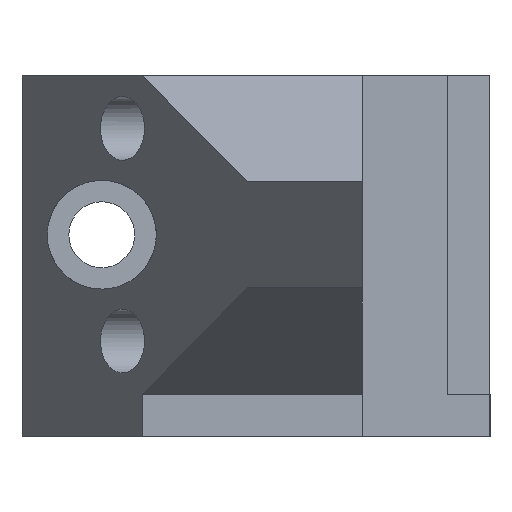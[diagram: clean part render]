
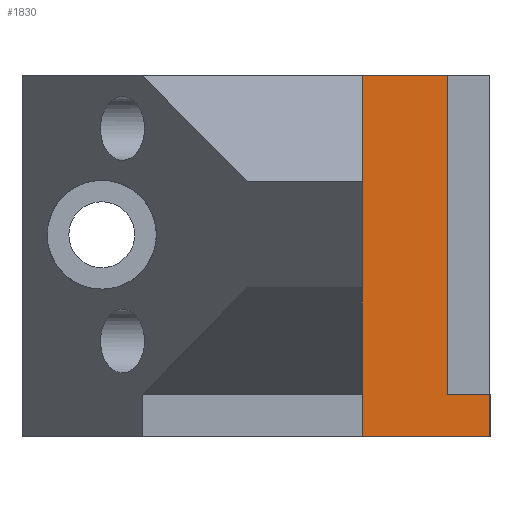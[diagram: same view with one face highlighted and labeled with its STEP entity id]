
A CAD part, left-side view. The second image highlights one B-rep face of the part: STEP entity #1830.
In plain terms, the highlighted planar face has unit normal (-1, 0, 0).
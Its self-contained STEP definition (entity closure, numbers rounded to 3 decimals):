
#12 = VERTEX_POINT ( 'NONE', #793 ) ;
#70 = FACE_OUTER_BOUND ( 'NONE', #794, .T. ) ;
#91 = DIRECTION ( 'NONE',  ( 0., 1., 0. ) ) ;
#98 = CARTESIAN_POINT ( 'NONE',  ( -66.4, -22., 0. ) ) ;
#164 = ORIENTED_EDGE ( 'NONE', *, *, #1937, .T. ) ;
#191 = VERTEX_POINT ( 'NONE', #1279 ) ;
#243 = VERTEX_POINT ( 'NONE', #509 ) ;
#263 = VECTOR ( 'NONE', #1120, 1000. ) ;
#270 = AXIS2_PLACEMENT_3D ( 'NONE', #662, #1673, #91 ) ;
#302 = DIRECTION ( 'NONE',  ( 0., 0., -1. ) ) ;
#345 = CARTESIAN_POINT ( 'NONE',  ( -66.4, -10., 24. ) ) ;
#414 = LINE ( 'NONE', #1635, #1770 ) ;
#440 = ORIENTED_EDGE ( 'NONE', *, *, #1549, .T. ) ;
#454 = DIRECTION ( 'NONE',  ( 0., 0., -1. ) ) ;
#509 = CARTESIAN_POINT ( 'NONE',  ( -66.4, -10., 0. ) ) ;
#538 = EDGE_CURVE ( 'NONE', #626, #12, #1080, .T. ) ;
#626 = VERTEX_POINT ( 'NONE', #1263 ) ;
#656 = VERTEX_POINT ( 'NONE', #1877 ) ;
#662 = CARTESIAN_POINT ( 'NONE',  ( -66.4, 22., 4. ) ) ;
#673 = PLANE ( 'NONE',  #270 ) ;
#727 = EDGE_CURVE ( 'NONE', #626, #928, #2249, .T. ) ;
#736 = ORIENTED_EDGE ( 'NONE', *, *, #538, .F. ) ;
#746 = EDGE_CURVE ( 'NONE', #12, #2200, #414, .T. ) ;
#793 = CARTESIAN_POINT ( 'NONE',  ( -66.4, -18., 34. ) ) ;
#794 = EDGE_LOOP ( 'NONE', ( #2435, #164, #2312, #1574, #1261, #736, #1999, #440 ) ) ;
#871 = LINE ( 'NONE', #1271, #2349 ) ;
#928 = VERTEX_POINT ( 'NONE', #345 ) ;
#1080 = LINE ( 'NONE', #2492, #1092 ) ;
#1085 = VECTOR ( 'NONE', #1827, 1000. ) ;
#1092 = VECTOR ( 'NONE', #1250, 1000. ) ;
#1106 = VECTOR ( 'NONE', #1212, 1000. ) ;
#1120 = DIRECTION ( 'NONE',  ( 0., 0., -1. ) ) ;
#1123 = EDGE_CURVE ( 'NONE', #2200, #191, #1627, .T. ) ;
#1130 = CARTESIAN_POINT ( 'NONE',  ( -66.4, -10., 34. ) ) ;
#1212 = DIRECTION ( 'NONE',  ( 0., -1., 0. ) ) ;
#1250 = DIRECTION ( 'NONE',  ( 0., -1., 0. ) ) ;
#1254 = VERTEX_POINT ( 'NONE', #98 ) ;
#1261 = ORIENTED_EDGE ( 'NONE', *, *, #746, .F. ) ;
#1263 = CARTESIAN_POINT ( 'NONE',  ( -66.4, -10., 34. ) ) ;
#1271 = CARTESIAN_POINT ( 'NONE',  ( -66.4, 22., 0. ) ) ;
#1279 = CARTESIAN_POINT ( 'NONE',  ( -66.4, -22., 4. ) ) ;
#1429 = CARTESIAN_POINT ( 'NONE',  ( -66.4, 22., 4. ) ) ;
#1454 = LINE ( 'NONE', #2322, #2047 ) ;
#1549 = EDGE_CURVE ( 'NONE', #928, #656, #2366, .T. ) ;
#1574 = ORIENTED_EDGE ( 'NONE', *, *, #1123, .F. ) ;
#1605 = DIRECTION ( 'NONE',  ( 0., 0., 1. ) ) ;
#1627 = LINE ( 'NONE', #1429, #1106 ) ;
#1635 = CARTESIAN_POINT ( 'NONE',  ( -66.4, -18., 34. ) ) ;
#1673 = DIRECTION ( 'NONE',  ( 1., 0., 0. ) ) ;
#1689 = CARTESIAN_POINT ( 'NONE',  ( -66.4, -18., 4. ) ) ;
#1731 = DIRECTION ( 'NONE',  ( 0., -1., 0. ) ) ;
#1750 = EDGE_CURVE ( 'NONE', #191, #1254, #1454, .T. ) ;
#1770 = VECTOR ( 'NONE', #454, 1000. ) ;
#1816 = LINE ( 'NONE', #1864, #1982 ) ;
#1827 = DIRECTION ( 'NONE',  ( 0., 0., -1. ) ) ;
#1830 = ADVANCED_FACE ( 'NONE', ( #70 ), #673, .F. ) ;
#1864 = CARTESIAN_POINT ( 'NONE',  ( -66.4, -10., 4. ) ) ;
#1877 = CARTESIAN_POINT ( 'NONE',  ( -66.4, -10., 14. ) ) ;
#1937 = EDGE_CURVE ( 'NONE', #243, #1254, #871, .T. ) ;
#1982 = VECTOR ( 'NONE', #1605, 1000. ) ;
#1999 = ORIENTED_EDGE ( 'NONE', *, *, #727, .T. ) ;
#2047 = VECTOR ( 'NONE', #302, 1000. ) ;
#2200 = VERTEX_POINT ( 'NONE', #1689 ) ;
#2249 = LINE ( 'NONE', #2276, #1085 ) ;
#2276 = CARTESIAN_POINT ( 'NONE',  ( -66.4, -10., 34. ) ) ;
#2312 = ORIENTED_EDGE ( 'NONE', *, *, #1750, .F. ) ;
#2322 = CARTESIAN_POINT ( 'NONE',  ( -66.4, -22., 4. ) ) ;
#2349 = VECTOR ( 'NONE', #1731, 1000. ) ;
#2366 = LINE ( 'NONE', #1130, #263 ) ;
#2435 = ORIENTED_EDGE ( 'NONE', *, *, #2458, .F. ) ;
#2458 = EDGE_CURVE ( 'NONE', #243, #656, #1816, .T. ) ;
#2492 = CARTESIAN_POINT ( 'NONE',  ( -66.4, 0., 34. ) ) ;
